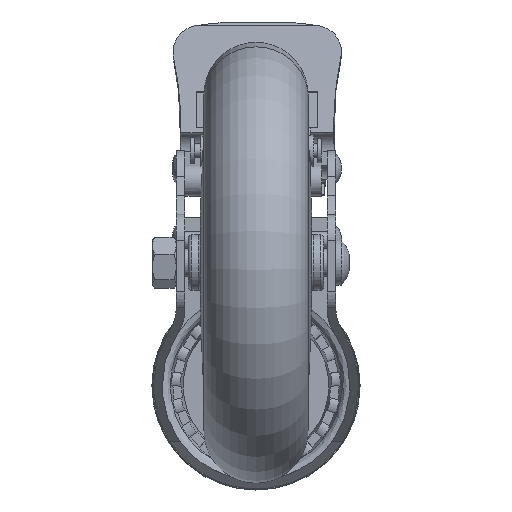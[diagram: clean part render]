
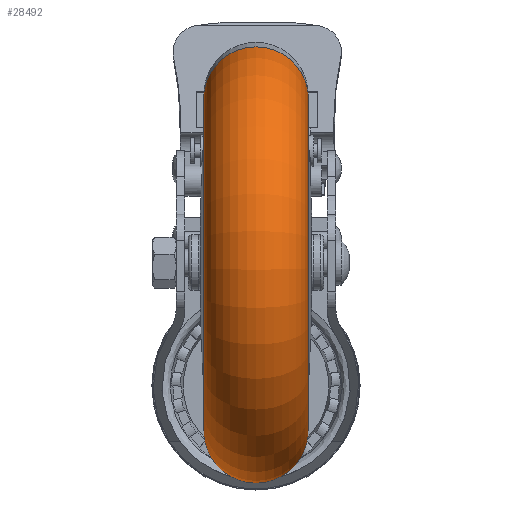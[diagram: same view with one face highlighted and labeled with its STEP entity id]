
A CAD part, front view. The second image highlights one B-rep face of the part: STEP entity #28492.
In plain terms, the highlighted toroidal (fillet/blend) face has major radius 48.5 mm and minor radius 15 mm.
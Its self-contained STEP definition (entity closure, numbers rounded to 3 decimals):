
#1468 = DIRECTION ( 'NONE',  ( 0., 1., 0. ) ) ;
#3407 = FACE_OUTER_BOUND ( 'NONE', #25269, .T. ) ;
#5031 = EDGE_CURVE ( 'NONE', #30299, #41195, #21504, .T. ) ;
#6078 = ORIENTED_EDGE ( 'NONE', *, *, #5031, .F. ) ;
#6461 = AXIS2_PLACEMENT_3D ( 'NONE', #67329, #32263, #73263 ) ;
#6800 = CIRCLE ( 'NONE', #18851, 48.5 ) ;
#9660 = CIRCLE ( 'NONE', #6461, 15. ) ;
#12382 = DIRECTION ( 'NONE',  ( -1., 0., 0. ) ) ;
#12626 = CIRCLE ( 'NONE', #66006, 48.5 ) ;
#18851 = AXIS2_PLACEMENT_3D ( 'NONE', #68423, #33355, #74334 ) ;
#21504 = CIRCLE ( 'NONE', #41950, 15. ) ;
#22915 = ORIENTED_EDGE ( 'NONE', *, *, #45698, .T. ) ;
#24585 = CARTESIAN_POINT ( 'NONE',  ( -15., 0., 48.5 ) ) ;
#25269 = EDGE_LOOP ( 'NONE', ( #6078, #22915, #47802, #59336 ) ) ;
#28492 = ADVANCED_FACE ( 'NONE', ( #3407 ), #36430, .T. ) ;
#30299 = VERTEX_POINT ( 'NONE', #46334 ) ;
#32263 = DIRECTION ( 'NONE',  ( 0., -1., 0. ) ) ;
#33355 = DIRECTION ( 'NONE',  ( -1., 0., 0. ) ) ;
#34921 = CARTESIAN_POINT ( 'NONE',  ( 15., 0., 0. ) ) ;
#36430 = TOROIDAL_SURFACE ( 'NONE', #53802, 48.5, 15. ) ;
#36573 = CARTESIAN_POINT ( 'NONE',  ( 0., 0., -48.5 ) ) ;
#39155 = VERTEX_POINT ( 'NONE', #24585 ) ;
#40782 = DIRECTION ( 'NONE',  ( 0., 0., 1. ) ) ;
#41195 = VERTEX_POINT ( 'NONE', #54733 ) ;
#41950 = AXIS2_PLACEMENT_3D ( 'NONE', #36573, #1468, #42477 ) ;
#42477 = DIRECTION ( 'NONE',  ( 0., 0., 1. ) ) ;
#45698 = EDGE_CURVE ( 'NONE', #30299, #45967, #12626, .T. ) ;
#45967 = VERTEX_POINT ( 'NONE', #65843 ) ;
#46334 = CARTESIAN_POINT ( 'NONE',  ( 15., 0., -48.5 ) ) ;
#47508 = EDGE_CURVE ( 'NONE', #45967, #39155, #9660, .T. ) ;
#47802 = ORIENTED_EDGE ( 'NONE', *, *, #47508, .T. ) ;
#48691 = EDGE_CURVE ( 'NONE', #41195, #39155, #6800, .T. ) ;
#53396 = DIRECTION ( 'NONE',  ( 0., 0., 1. ) ) ;
#53802 = AXIS2_PLACEMENT_3D ( 'NONE', #64886, #12382, #53396 ) ;
#54733 = CARTESIAN_POINT ( 'NONE',  ( -15., 0., -48.5 ) ) ;
#59336 = ORIENTED_EDGE ( 'NONE', *, *, #48691, .F. ) ;
#64886 = CARTESIAN_POINT ( 'NONE',  ( 0., 0., 0. ) ) ;
#65843 = CARTESIAN_POINT ( 'NONE',  ( 15., 0., 48.5 ) ) ;
#66006 = AXIS2_PLACEMENT_3D ( 'NONE', #34921, #75892, #40782 ) ;
#67329 = CARTESIAN_POINT ( 'NONE',  ( 0., 0., 48.5 ) ) ;
#68423 = CARTESIAN_POINT ( 'NONE',  ( -15., 0., 0. ) ) ;
#73263 = DIRECTION ( 'NONE',  ( 0., 0., -1. ) ) ;
#74334 = DIRECTION ( 'NONE',  ( 0., 0., 1. ) ) ;
#75892 = DIRECTION ( 'NONE',  ( -1., 0., 0. ) ) ;
